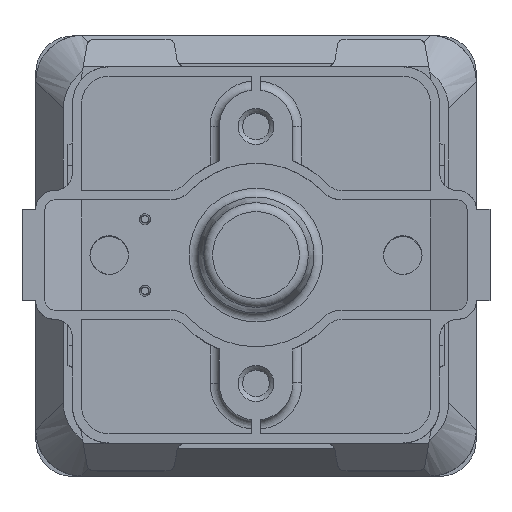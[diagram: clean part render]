
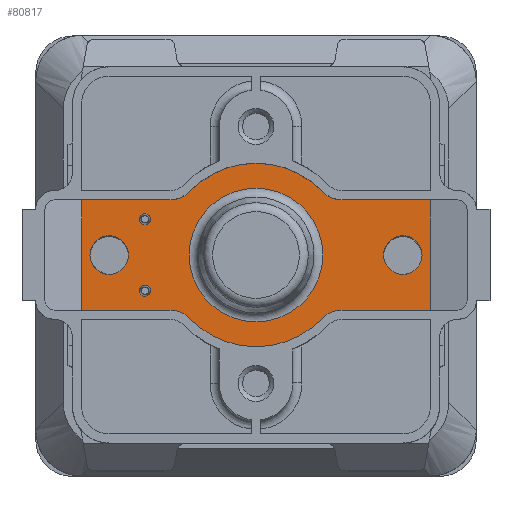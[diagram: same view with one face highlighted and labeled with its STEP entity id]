
A CAD part, top view. The second image highlights one B-rep face of the part: STEP entity #80817.
In plain terms, the highlighted planar face has unit normal (0, 0, 1).
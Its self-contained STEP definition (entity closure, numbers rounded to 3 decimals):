
#3322=CIRCLE('',#84351,0.6);
#3323=CIRCLE('',#84353,0.6);
#3324=CIRCLE('',#84361,7.286);
#3383=CIRCLE('',#84658,3.);
#3385=CIRCLE('',#84661,10.);
#3387=CIRCLE('',#84664,3.);
#3391=CIRCLE('',#84674,3.);
#3393=CIRCLE('',#84677,10.);
#3395=CIRCLE('',#84680,3.);
#3518=CIRCLE('',#85396,2.1);
#3519=CIRCLE('',#85397,2.1);
#19351=ORIENTED_EDGE('',*,*,#27775,.F.);
#19352=ORIENTED_EDGE('',*,*,#29859,.F.);
#19353=ORIENTED_EDGE('',*,*,#29860,.F.);
#19354=ORIENTED_EDGE('',*,*,#28387,.F.);
#19355=ORIENTED_EDGE('',*,*,#28392,.T.);
#19356=ORIENTED_EDGE('',*,*,#27772,.T.);
#19357=ORIENTED_EDGE('',*,*,#28359,.F.);
#19358=ORIENTED_EDGE('',*,*,#28361,.F.);
#19359=ORIENTED_EDGE('',*,*,#28364,.T.);
#19360=ORIENTED_EDGE('',*,*,#28367,.F.);
#19361=ORIENTED_EDGE('',*,*,#28371,.F.);
#19362=ORIENTED_EDGE('',*,*,#27766,.T.);
#19363=ORIENTED_EDGE('',*,*,#28380,.T.);
#19364=ORIENTED_EDGE('',*,*,#28381,.F.);
#19365=ORIENTED_EDGE('',*,*,#28384,.T.);
#19366=ORIENTED_EDGE('',*,*,#27762,.F.);
#19367=ORIENTED_EDGE('',*,*,#27761,.F.);
#27761=EDGE_CURVE('',#35172,#35172,#3322,.T.);
#27762=EDGE_CURVE('',#35173,#35173,#3323,.T.);
#27766=EDGE_CURVE('',#35178,#35177,#40673,.T.);
#27772=EDGE_CURVE('',#35184,#35183,#40677,.T.);
#27775=EDGE_CURVE('',#35186,#35186,#3324,.T.);
#28359=EDGE_CURVE('',#35512,#35183,#41188,.T.);
#28361=EDGE_CURVE('',#35513,#35512,#3383,.T.);
#28364=EDGE_CURVE('',#35513,#35515,#3385,.T.);
#28367=EDGE_CURVE('',#35517,#35515,#3387,.T.);
#28371=EDGE_CURVE('',#35178,#35517,#41194,.T.);
#28380=EDGE_CURVE('',#35177,#35524,#41201,.T.);
#28381=EDGE_CURVE('',#35525,#35524,#3391,.T.);
#28384=EDGE_CURVE('',#35525,#35527,#3393,.T.);
#28387=EDGE_CURVE('',#35529,#35527,#3395,.T.);
#28392=EDGE_CURVE('',#35529,#35184,#41207,.T.);
#29859=EDGE_CURVE('',#36274,#36274,#3518,.T.);
#29860=EDGE_CURVE('',#36275,#36275,#3519,.T.);
#35172=VERTEX_POINT('',#151914);
#35173=VERTEX_POINT('',#151917);
#35177=VERTEX_POINT('',#151925);
#35178=VERTEX_POINT('',#151927);
#35183=VERTEX_POINT('',#151938);
#35184=VERTEX_POINT('',#151940);
#35186=VERTEX_POINT('',#151946);
#35512=VERTEX_POINT('',#153100);
#35513=VERTEX_POINT('',#153104);
#35515=VERTEX_POINT('',#153110);
#35517=VERTEX_POINT('',#153116);
#35524=VERTEX_POINT('',#153141);
#35525=VERTEX_POINT('',#153145);
#35527=VERTEX_POINT('',#153151);
#35529=VERTEX_POINT('',#153157);
#36274=VERTEX_POINT('',#155953);
#36275=VERTEX_POINT('',#155955);
#40673=LINE('',#151926,#46896);
#40677=LINE('',#151939,#46900);
#41188=LINE('',#153101,#47411);
#41194=LINE('',#153124,#47417);
#41201=LINE('',#153142,#47424);
#41207=LINE('',#153165,#47430);
#46896=VECTOR('',#95827,1000.);
#46900=VECTOR('',#95837,1000.);
#47411=VECTOR('',#96944,1000.);
#47417=VECTOR('',#96970,1000.);
#47424=VECTOR('',#96989,1000.);
#47430=VECTOR('',#97015,1000.);
#52421=EDGE_LOOP('',(#19351));
#52422=EDGE_LOOP('',(#19352));
#52423=EDGE_LOOP('',(#19353));
#52424=EDGE_LOOP('',(#19354,#19355,#19356,#19357,#19358,#19359,#19360,#19361,
#19362,#19363,#19364,#19365));
#52425=EDGE_LOOP('',(#19366));
#52426=EDGE_LOOP('',(#19367));
#55918=FACE_BOUND('',#52421,.T.);
#55919=FACE_BOUND('',#52422,.T.);
#55920=FACE_BOUND('',#52423,.T.);
#55921=FACE_BOUND('',#52424,.T.);
#55922=FACE_BOUND('',#52425,.T.);
#55923=FACE_BOUND('',#52426,.T.);
#58301=PLANE('',#85395);
#80817=ADVANCED_FACE('',(#55918,#55919,#55920,#55921,#55922,#55923),#58301,
 .T.);
#84351=AXIS2_PLACEMENT_3D('',#151913,#95815,#95816);
#84353=AXIS2_PLACEMENT_3D('',#151916,#95819,#95820);
#84361=AXIS2_PLACEMENT_3D('',#151945,#95843,#95844);
#84658=AXIS2_PLACEMENT_3D('',#153106,#96948,#96949);
#84661=AXIS2_PLACEMENT_3D('',#153112,#96955,#96956);
#84664=AXIS2_PLACEMENT_3D('',#153118,#96962,#96963);
#84674=AXIS2_PLACEMENT_3D('',#153144,#96992,#96993);
#84677=AXIS2_PLACEMENT_3D('',#153150,#96999,#97000);
#84680=AXIS2_PLACEMENT_3D('',#153156,#97006,#97007);
#85395=AXIS2_PLACEMENT_3D('',#155951,#99771,#99772);
#85396=AXIS2_PLACEMENT_3D('',#155952,#99773,#99774);
#85397=AXIS2_PLACEMENT_3D('',#155954,#99775,#99776);
#95815=DIRECTION('',(0.,0.,1.));
#95816=DIRECTION('',(1.,0.,0.));
#95819=DIRECTION('',(0.,0.,1.));
#95820=DIRECTION('',(1.,0.,0.));
#95827=DIRECTION('',(0.,1.,0.));
#95837=DIRECTION('',(0.,-1.,0.));
#95843=DIRECTION('',(0.,0.,1.));
#95844=DIRECTION('',(1.,0.,0.));
#96944=DIRECTION('',(-1.,0.,0.));
#96948=DIRECTION('',(0.,0.,1.));
#96949=DIRECTION('',(1.,0.,0.));
#96955=DIRECTION('',(0.,0.,1.));
#96956=DIRECTION('',(1.,0.,0.));
#96962=DIRECTION('',(0.,0.,1.));
#96963=DIRECTION('',(1.,0.,0.));
#96970=DIRECTION('',(-1.,0.,0.));
#96989=DIRECTION('',(-1.,0.,0.));
#96992=DIRECTION('',(0.,0.,1.));
#96993=DIRECTION('',(1.,0.,0.));
#96999=DIRECTION('',(0.,0.,1.));
#97000=DIRECTION('',(1.,0.,0.));
#97006=DIRECTION('',(0.,0.,1.));
#97007=DIRECTION('',(1.,0.,0.));
#97015=DIRECTION('',(-1.,0.,0.));
#99771=DIRECTION('',(0.,0.,1.));
#99772=DIRECTION('',(1.,0.,0.));
#99773=DIRECTION('',(0.,0.,1.));
#99774=DIRECTION('',(1.,0.,0.));
#99775=DIRECTION('',(0.,0.,1.));
#99776=DIRECTION('',(1.,0.,0.));
#151913=CARTESIAN_POINT('',(-12.111,-3.889,2.));
#151914=CARTESIAN_POINT('',(-11.511,-3.889,2.));
#151916=CARTESIAN_POINT('',(-12.111,3.889,2.));
#151917=CARTESIAN_POINT('',(-11.511,3.889,2.));
#151925=CARTESIAN_POINT('',(19.,6.,2.));
#151926=CARTESIAN_POINT('',(19.,-16.5,2.));
#151927=CARTESIAN_POINT('',(19.,-6.,2.));
#151938=CARTESIAN_POINT('',(-19.,-6.,2.));
#151939=CARTESIAN_POINT('',(-19.,12.323,2.));
#151940=CARTESIAN_POINT('',(-19.,6.,2.));
#151945=CARTESIAN_POINT('',(0.,0.,2.));
#151946=CARTESIAN_POINT('',(7.286,0.,2.));
#153100=CARTESIAN_POINT('',(-9.381,-6.,2.));
#153101=CARTESIAN_POINT('',(-16.,-6.,2.));
#153104=CARTESIAN_POINT('',(-7.216,-6.923,2.));
#153106=CARTESIAN_POINT('',(-9.381,-9.,2.));
#153110=CARTESIAN_POINT('',(7.216,-6.923,2.));
#153112=CARTESIAN_POINT('',(0.,0.,2.));
#153116=CARTESIAN_POINT('',(9.381,-6.,2.));
#153118=CARTESIAN_POINT('',(9.381,-9.,2.));
#153124=CARTESIAN_POINT('',(-16.,-6.,2.));
#153141=CARTESIAN_POINT('',(9.381,6.,2.));
#153142=CARTESIAN_POINT('',(-16.,6.,2.));
#153144=CARTESIAN_POINT('',(9.381,9.,2.));
#153145=CARTESIAN_POINT('',(7.216,6.923,2.));
#153150=CARTESIAN_POINT('',(0.,0.,2.));
#153151=CARTESIAN_POINT('',(-7.216,6.923,2.));
#153156=CARTESIAN_POINT('',(-9.381,9.,2.));
#153157=CARTESIAN_POINT('',(-9.381,6.,2.));
#153165=CARTESIAN_POINT('',(-16.,6.,2.));
#155951=CARTESIAN_POINT('',(-16.,-16.5,2.));
#155952=CARTESIAN_POINT('',(16.,0.,2.));
#155953=CARTESIAN_POINT('',(18.1,0.,2.));
#155954=CARTESIAN_POINT('',(-16.,0.,2.));
#155955=CARTESIAN_POINT('',(-13.9,0.,2.));
